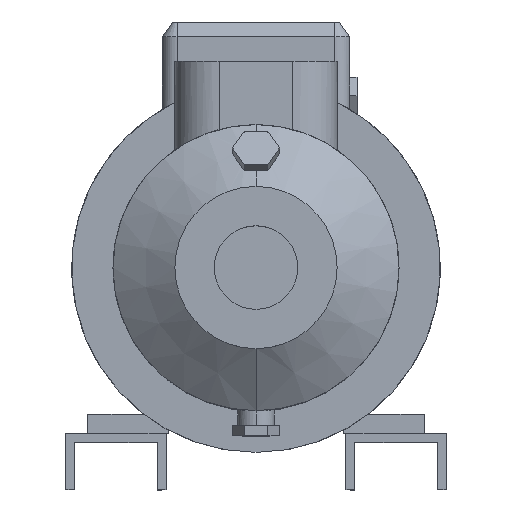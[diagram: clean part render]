
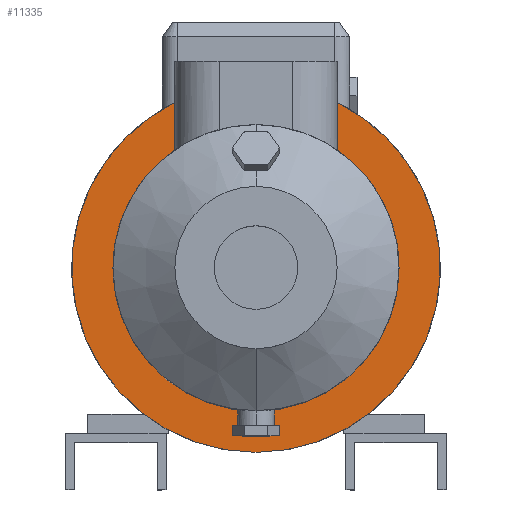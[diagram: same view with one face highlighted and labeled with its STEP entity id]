
A CAD part, top view. The second image highlights one B-rep face of the part: STEP entity #11335.
In plain terms, the highlighted planar face has unit normal (0, 0, 1).
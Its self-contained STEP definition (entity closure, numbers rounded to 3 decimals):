
#147 = CARTESIAN_POINT ( 'NONE',  ( 55., -125.002, -43. ) ) ;
#417 = LINE ( 'NONE', #481, #3502 ) ;
#481 = CARTESIAN_POINT ( 'NONE',  ( -55., -125.002, -43. ) ) ;
#612 = DIRECTION ( 'NONE',  ( 0., 0., -1. ) ) ;
#781 = AXIS2_PLACEMENT_3D ( 'NONE', #5919, #9226, #10397 ) ;
#967 = VECTOR ( 'NONE', #4680, 1000. ) ;
#1241 = DIRECTION ( 'NONE',  ( 0., 0., 1. ) ) ;
#1584 = VERTEX_POINT ( 'NONE', #7465 ) ;
#1679 = CARTESIAN_POINT ( 'NONE',  ( 55., 79.9, -43. ) ) ;
#1837 = CARTESIAN_POINT ( 'NONE',  ( -55., 112.25, -43. ) ) ;
#2157 = LINE ( 'NONE', #147, #967 ) ;
#3168 = DIRECTION ( 'NONE',  ( 0., 0., 1. ) ) ;
#3172 = DIRECTION ( 'NONE',  ( 0., 1., 0. ) ) ;
#3232 = CARTESIAN_POINT ( 'NONE',  ( 0., 97., -43. ) ) ;
#3361 = AXIS2_PLACEMENT_3D ( 'NONE', #11811, #5482, #4585 ) ;
#3426 = CARTESIAN_POINT ( 'NONE',  ( -55., 79.9, -43. ) ) ;
#3482 = EDGE_CURVE ( 'NONE', #10372, #10856, #9496, .T. ) ;
#3502 = VECTOR ( 'NONE', #4062, 1000. ) ;
#3531 = ORIENTED_EDGE ( 'NONE', *, *, #5600, .F. ) ;
#3981 = VERTEX_POINT ( 'NONE', #1679 ) ;
#4062 = DIRECTION ( 'NONE',  ( 0., 1., 0. ) ) ;
#4130 = CARTESIAN_POINT ( 'NONE',  ( 0., 0., -43. ) ) ;
#4322 = ORIENTED_EDGE ( 'NONE', *, *, #5586, .T. ) ;
#4366 = PLANE ( 'NONE',  #6167 ) ;
#4394 = AXIS2_PLACEMENT_3D ( 'NONE', #4130, #3168, #8327 ) ;
#4585 = DIRECTION ( 'NONE',  ( 0., -1., 0. ) ) ;
#4680 = DIRECTION ( 'NONE',  ( 0., 1., 0. ) ) ;
#4968 = CIRCLE ( 'NONE', #4394, 97. ) ;
#5303 = AXIS2_PLACEMENT_3D ( 'NONE', #7520, #1241, #11161 ) ;
#5371 = VERTEX_POINT ( 'NONE', #6359 ) ;
#5482 = DIRECTION ( 'NONE',  ( 0., 0., 1. ) ) ;
#5535 = EDGE_CURVE ( 'NONE', #10856, #3981, #4968, .T. ) ;
#5586 = EDGE_CURVE ( 'NONE', #5371, #1584, #5924, .T. ) ;
#5600 = EDGE_CURVE ( 'NONE', #3981, #1584, #2157, .T. ) ;
#5919 = CARTESIAN_POINT ( 'NONE',  ( 0., 0., -43. ) ) ;
#5924 = CIRCLE ( 'NONE', #781, 125. ) ;
#6167 = AXIS2_PLACEMENT_3D ( 'NONE', #3232, #612, #3172 ) ;
#6359 = CARTESIAN_POINT ( 'NONE',  ( 0., -125., -43. ) ) ;
#7465 = CARTESIAN_POINT ( 'NONE',  ( 55., 112.25, -43. ) ) ;
#7520 = CARTESIAN_POINT ( 'NONE',  ( 0., 0., -43. ) ) ;
#7833 = FACE_OUTER_BOUND ( 'NONE', #9026, .T. ) ;
#8109 = ORIENTED_EDGE ( 'NONE', *, *, #8209, .T. ) ;
#8209 = EDGE_CURVE ( 'NONE', #8296, #5371, #9094, .T. ) ;
#8296 = VERTEX_POINT ( 'NONE', #1837 ) ;
#8327 = DIRECTION ( 'NONE',  ( 0., -1., 0. ) ) ;
#8934 = ORIENTED_EDGE ( 'NONE', *, *, #3482, .F. ) ;
#9026 = EDGE_LOOP ( 'NONE', ( #3531, #10433, #8934, #10947, #8109, #4322 ) ) ;
#9094 = CIRCLE ( 'NONE', #3361, 125. ) ;
#9226 = DIRECTION ( 'NONE',  ( 0., 0., 1. ) ) ;
#9496 = CIRCLE ( 'NONE', #5303, 97. ) ;
#10372 = VERTEX_POINT ( 'NONE', #3426 ) ;
#10397 = DIRECTION ( 'NONE',  ( 0., -1., 0. ) ) ;
#10433 = ORIENTED_EDGE ( 'NONE', *, *, #5535, .F. ) ;
#10856 = VERTEX_POINT ( 'NONE', #11382 ) ;
#10947 = ORIENTED_EDGE ( 'NONE', *, *, #11742, .T. ) ;
#11161 = DIRECTION ( 'NONE',  ( 0., -1., 0. ) ) ;
#11335 = ADVANCED_FACE ( 'NONE', ( #7833 ), #4366, .F. ) ;
#11382 = CARTESIAN_POINT ( 'NONE',  ( 0., -97., -43. ) ) ;
#11742 = EDGE_CURVE ( 'NONE', #10372, #8296, #417, .T. ) ;
#11811 = CARTESIAN_POINT ( 'NONE',  ( 0., 0., -43. ) ) ;
